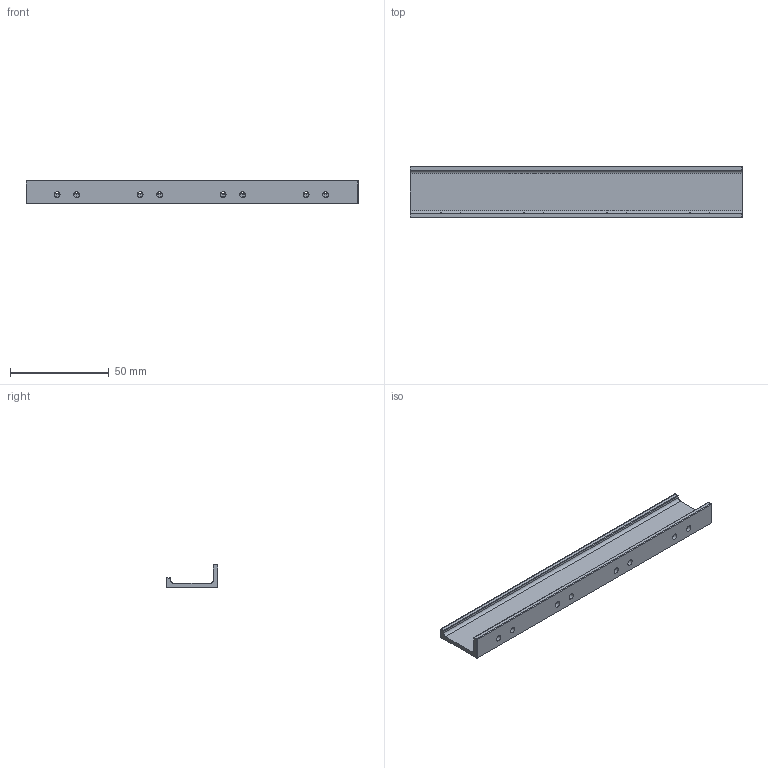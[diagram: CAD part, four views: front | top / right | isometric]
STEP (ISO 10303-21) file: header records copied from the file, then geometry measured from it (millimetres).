
FILE_DESCRIPTION(('FreeCAD Model'),'2;1');
FILE_NAME('Open CASCADE Shape Model','2023-04-23T13:26:09',(''),(''), 'Open CASCADE STEP processor 7.6','FreeCAD','Unknown');
FILE_SCHEMA(('AUTOMOTIVE_DESIGN { 1 0 10303 214 1 1 1 1 }'));
Length unit declared in the file: millimetre
Products named in the file (1): spacer
Bounding box: 168 x 26 x 11.7 mm (x, y, z)
Volume: 14183.5 mm3; surface area: 13540.2 mm2
Topology: 1 solids, 1 shells, 36 faces, 114 edges, 68 vertices
Faces by surface type: cylinder 22, plane 10, sphere 4
Full cylindrical faces by diameter (mm): 3 x8
Entity records: 3826 total; most frequent: CARTESIAN_POINT 1623, DIRECTION 414, ORIENTED_EDGE 220, PCURVE 220, DEFINITIONAL_REPRESENTATION 220, LINE 218, VECTOR 218, EDGE_CURVE 110
